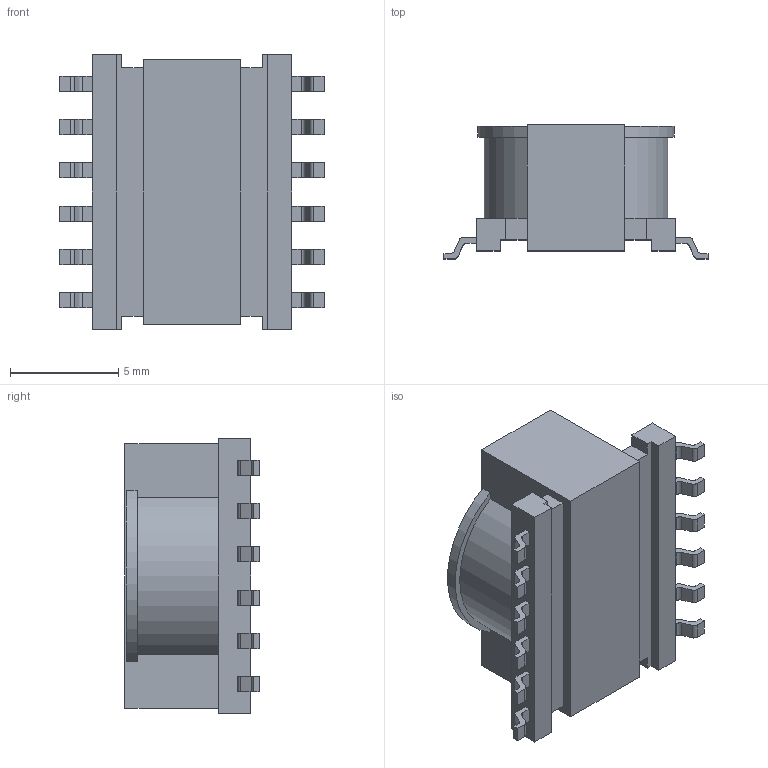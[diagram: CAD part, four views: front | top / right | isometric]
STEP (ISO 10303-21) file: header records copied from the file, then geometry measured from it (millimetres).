
FILE_DESCRIPTION((''),'2;1');
FILE_NAME('PM600','2012-08-21T',('ryans'),('Bourns, Inc.'),'PRO/ENGINEER BY PARAMETRIC TECHNOLOGY CORPORATION, 2010100','PRO/ENGINEER BY PARAMETRIC TECHNOLOGY CORPORATION, 2010100','');
FILE_SCHEMA(('CONFIG_CONTROL_DESIGN'));
Length unit declared in the file: millimetre
Products named in the file (1): PM600
Bounding box: 12.2 x 6.2 x 12.7 mm (x, y, z)
Volume: 484.2 mm3; surface area: 527.9 mm2
Topology: 1 solids, 1 shells, 192 faces, 528 edges, 352 vertices
Faces by surface type: plane 140, cylinder 52
Entity records: 6114 total; most frequent: CARTESIAN_POINT 1072, ORIENTED_EDGE 1056, DIRECTION 1016, EDGE_CURVE 528, VECTOR 424, LINE 424, VERTEX_POINT 352, AXIS2_PLACEMENT_3D 296
